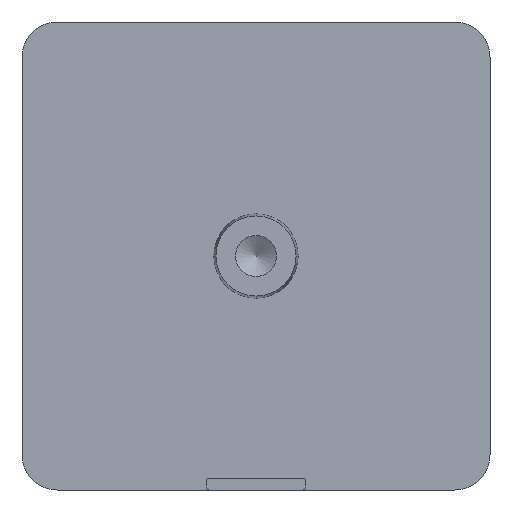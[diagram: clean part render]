
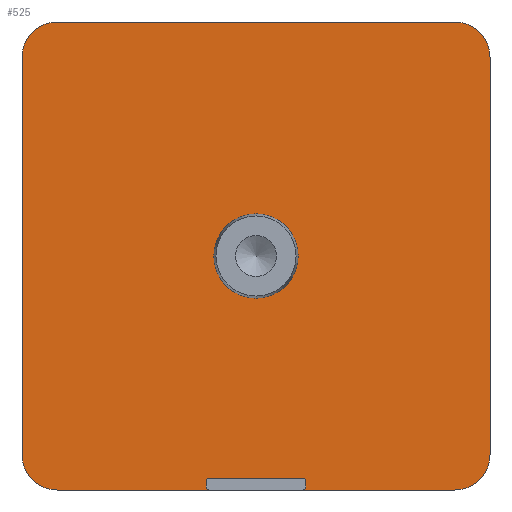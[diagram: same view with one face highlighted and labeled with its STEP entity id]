
A CAD part, front view. The second image highlights one B-rep face of the part: STEP entity #525.
In plain terms, the highlighted planar face has unit normal (0, -1, 0).
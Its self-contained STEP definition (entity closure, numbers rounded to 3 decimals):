
#23=FACE_BOUND($,#110,.T.);
#37=PLANE($,#592);
#70=FACE_OUTER_BOUND($,#109,.T.);
#109=EDGE_LOOP($,(#461,#462,#463,#464,#465,#466,#467,#468,#469,#470,#471,
#472,#473,#474,#475,#476));
#110=EDGE_LOOP($,(#477));
#115=LINE($,#774,#151);
#121=LINE($,#795,#157);
#125=LINE($,#803,#161);
#129=LINE($,#814,#165);
#130=LINE($,#816,#166);
#141=LINE($,#924,#177);
#144=LINE($,#932,#180);
#146=LINE($,#939,#182);
#151=VECTOR($,#607,8.);
#157=VECTOR($,#627,13.);
#161=VECTOR($,#631,13.);
#165=VECTOR($,#645,0.5);
#166=VECTOR($,#648,0.5);
#177=VECTOR($,#733,34.);
#180=VECTOR($,#742,34.);
#182=VECTOR($,#752,34.);
#184=CIRCLE($,#531,0.25);
#188=CIRCLE($,#538,0.25);
#189=CIRCLE($,#541,0.25);
#190=CIRCLE($,#543,0.25);
#197=CIRCLE($,#559,3.425);
#214=CIRCLE($,#581,3.);
#215=CIRCLE($,#584,3.);
#216=CIRCLE($,#588,3.);
#217=CIRCLE($,#591,3.);
#220=VERTEX_POINT($,#764);
#221=VERTEX_POINT($,#766);
#223=VERTEX_POINT($,#772);
#229=VERTEX_POINT($,#788);
#230=VERTEX_POINT($,#790);
#231=VERTEX_POINT($,#794);
#234=VERTEX_POINT($,#800);
#235=VERTEX_POINT($,#802);
#236=VERTEX_POINT($,#806);
#237=VERTEX_POINT($,#810);
#244=VERTEX_POINT($,#836);
#259=VERTEX_POINT($,#916);
#260=VERTEX_POINT($,#918);
#261=VERTEX_POINT($,#922);
#262=VERTEX_POINT($,#926);
#263=VERTEX_POINT($,#930);
#264=VERTEX_POINT($,#935);
#267=EDGE_CURVE($,#220,#221,#184,.F.);
#271=EDGE_CURVE($,#220,#223,#115,.T.);
#279=EDGE_CURVE($,#229,#230,#188,.F.);
#281=EDGE_CURVE($,#231,#230,#121,.T.);
#285=EDGE_CURVE($,#235,#234,#125,.T.);
#287=EDGE_CURVE($,#235,#236,#189,.F.);
#290=EDGE_CURVE($,#237,#223,#190,.F.);
#291=EDGE_CURVE($,#229,#221,#129,.T.);
#292=EDGE_CURVE($,#237,#236,#130,.T.);
#299=EDGE_CURVE($,#244,#244,#197,.T.);
#324=EDGE_CURVE($,#260,#259,#214,.T.);
#327=EDGE_CURVE($,#259,#261,#141,.T.);
#329=EDGE_CURVE($,#261,#262,#215,.T.);
#331=EDGE_CURVE($,#262,#263,#144,.T.);
#333=EDGE_CURVE($,#234,#264,#216,.T.);
#334=EDGE_CURVE($,#264,#260,#146,.T.);
#335=EDGE_CURVE($,#263,#231,#217,.T.);
#461=ORIENTED_EDGE($,*,*,#292,.T.);
#462=ORIENTED_EDGE($,*,*,#287,.F.);
#463=ORIENTED_EDGE($,*,*,#285,.T.);
#464=ORIENTED_EDGE($,*,*,#333,.T.);
#465=ORIENTED_EDGE($,*,*,#334,.T.);
#466=ORIENTED_EDGE($,*,*,#324,.T.);
#467=ORIENTED_EDGE($,*,*,#327,.T.);
#468=ORIENTED_EDGE($,*,*,#329,.T.);
#469=ORIENTED_EDGE($,*,*,#331,.T.);
#470=ORIENTED_EDGE($,*,*,#335,.T.);
#471=ORIENTED_EDGE($,*,*,#281,.T.);
#472=ORIENTED_EDGE($,*,*,#279,.F.);
#473=ORIENTED_EDGE($,*,*,#291,.T.);
#474=ORIENTED_EDGE($,*,*,#267,.F.);
#475=ORIENTED_EDGE($,*,*,#271,.T.);
#476=ORIENTED_EDGE($,*,*,#290,.F.);
#477=ORIENTED_EDGE($,*,*,#299,.T.);
#525=ADVANCED_FACE($,(#70,#23),#37,.F.);
#531=AXIS2_PLACEMENT_3D($,#767,#600,#601);
#538=AXIS2_PLACEMENT_3D($,#791,#622,#623);
#541=AXIS2_PLACEMENT_3D($,#807,#635,#636);
#543=AXIS2_PLACEMENT_3D($,#812,#641,#642);
#559=AXIS2_PLACEMENT_3D($,#837,#675,#676);
#581=AXIS2_PLACEMENT_3D($,#919,#727,#728);
#584=AXIS2_PLACEMENT_3D($,#928,#737,#738);
#588=AXIS2_PLACEMENT_3D($,#937,#748,#749);
#591=AXIS2_PLACEMENT_3D($,#941,#755,#756);
#592=AXIS2_PLACEMENT_3D($,#942,#757,#758);
#600=DIRECTION('center_axis',(0.,1.,0.));
#601=DIRECTION('ref_axis',(-0.707,0.,0.707));
#607=DIRECTION($,(1.,0.,0.));
#622=DIRECTION('center_axis',(0.,1.,0.));
#623=DIRECTION('ref_axis',(-0.707,0.,-0.707));
#627=DIRECTION($,(1.,0.,0.));
#631=DIRECTION($,(1.,0.,0.));
#635=DIRECTION('center_axis',(0.,1.,0.));
#636=DIRECTION('ref_axis',(0.707,0.,-0.707));
#641=DIRECTION('center_axis',(0.,1.,0.));
#642=DIRECTION('ref_axis',(0.707,0.,0.707));
#645=DIRECTION($,(0.,0.,1.));
#648=DIRECTION($,(0.,0.,-1.));
#675=DIRECTION('center_axis',(0.,1.,0.));
#676=DIRECTION('ref_axis',(0.,0.,1.));
#727=DIRECTION('center_axis',(0.,-1.,0.));
#728=DIRECTION('ref_axis',(0.,0.,-1.));
#733=DIRECTION($,(-1.,0.,0.));
#737=DIRECTION('center_axis',(0.,-1.,0.));
#738=DIRECTION('ref_axis',(1.,0.,0.));
#742=DIRECTION($,(0.,0.,-1.));
#748=DIRECTION('center_axis',(0.,-1.,0.));
#749=DIRECTION('ref_axis',(-1.,0.,0.));
#752=DIRECTION($,(0.,0.,1.));
#755=DIRECTION('center_axis',(0.,-1.,0.));
#756=DIRECTION('ref_axis',(0.,0.,1.));
#757=DIRECTION('center_axis',(0.,1.,0.));
#758=DIRECTION('ref_axis',(1.,0.,0.));
#764=CARTESIAN_POINT('',(-4.,0.,-19.));
#766=CARTESIAN_POINT('',(-4.25,0.,-19.25));
#767=CARTESIAN_POINT('Origin',(-4.,0.,
-19.25));
#772=CARTESIAN_POINT('',(4.,0.,-19.));
#774=CARTESIAN_POINT($,(2.125,0.,-19.));
#788=CARTESIAN_POINT('',(-4.25,0.,-19.75));
#790=CARTESIAN_POINT('',(-4.,0.,-20.));
#791=CARTESIAN_POINT('Origin',(-4.,0.,
-19.75));
#794=CARTESIAN_POINT('',(-17.,0.,-20.));
#795=CARTESIAN_POINT($,(-17.,0.,-20.));
#800=CARTESIAN_POINT('',(17.,0.,-20.));
#802=CARTESIAN_POINT('',(4.,0.,-20.));
#803=CARTESIAN_POINT($,(-17.,0.,-20.));
#806=CARTESIAN_POINT('',(4.25,0.,-19.75));
#807=CARTESIAN_POINT('Origin',(4.,0.,
-19.75));
#810=CARTESIAN_POINT('',(4.25,0.,-19.25));
#812=CARTESIAN_POINT('Origin',(4.,0.,
-19.25));
#814=CARTESIAN_POINT($,(-4.25,0.,-9.5));
#816=CARTESIAN_POINT($,(4.25,0.,-10.));
#836=CARTESIAN_POINT('',(0.,0.,3.425));
#837=CARTESIAN_POINT('Origin',(0.,0.,0.));
#916=CARTESIAN_POINT('',(17.,0.,20.));
#918=CARTESIAN_POINT('',(20.,0.,17.));
#919=CARTESIAN_POINT('Origin',(17.,0.,17.));
#922=CARTESIAN_POINT('',(-17.,0.,20.));
#924=CARTESIAN_POINT($,(17.,0.,20.));
#926=CARTESIAN_POINT('',(-20.,0.,17.));
#928=CARTESIAN_POINT('Origin',(-17.,0.,17.));
#930=CARTESIAN_POINT('',(-20.,0.,-17.));
#932=CARTESIAN_POINT($,(-20.,0.,17.));
#935=CARTESIAN_POINT('',(20.,0.,-17.));
#937=CARTESIAN_POINT('Origin',(17.,0.,-17.));
#939=CARTESIAN_POINT($,(20.,0.,-17.));
#941=CARTESIAN_POINT('Origin',(-17.,0.,-17.));
#942=CARTESIAN_POINT('Origin',(0.,0.,
0.));
